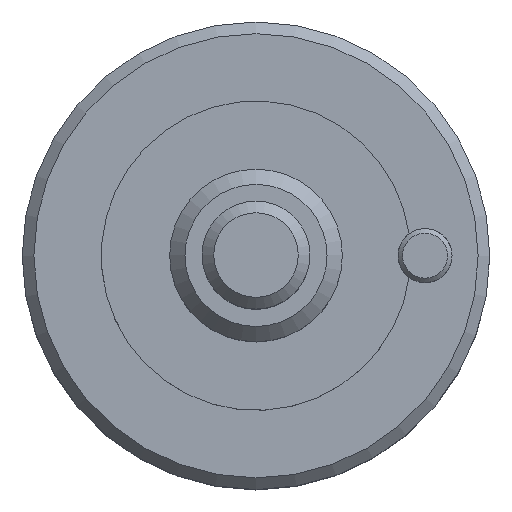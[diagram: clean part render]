
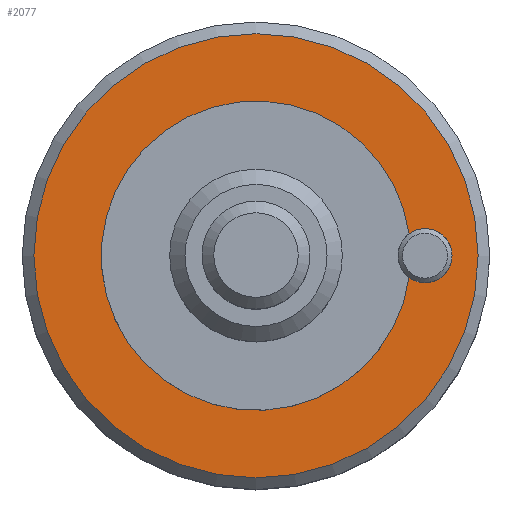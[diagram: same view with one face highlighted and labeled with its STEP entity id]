
A CAD part, top view. The second image highlights one B-rep face of the part: STEP entity #2077.
In plain terms, the highlighted planar face has unit normal (0, 0, 1).
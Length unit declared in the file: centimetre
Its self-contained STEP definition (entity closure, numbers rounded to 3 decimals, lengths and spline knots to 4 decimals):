
#684=PLANE('',#2195);
#795=VERTEX_POINT('',#2325);
#797=VERTEX_POINT('',#2330);
#798=VERTEX_POINT('',#2331);
#978=CIRCLE('',#2193,1.235);
#980=CIRCLE('',#2196,0.15);
#981=CIRCLE('',#2197,0.86);
#993=EDGE_CURVE('',#795,#795,#978,.T.);
#995=EDGE_CURVE('',#797,#798,#980,.T.);
#996=EDGE_CURVE('',#798,#797,#981,.T.);
#1266=ORIENTED_EDGE('',*,*,#995,.T.);
#1267=ORIENTED_EDGE('',*,*,#996,.T.);
#1268=ORIENTED_EDGE('',*,*,#993,.F.);
#1804=EDGE_LOOP('',(#1266,#1267));
#1805=EDGE_LOOP('',(#1268));
#1942=FACE_BOUND('',#1804,.T.);
#1943=FACE_BOUND('',#1805,.T.);
#2077=ADVANCED_FACE('',(#1942,#1943),#684,.T.);
#2193=AXIS2_PLACEMENT_3D('',#2324,#2892,#2893);
#2195=AXIS2_PLACEMENT_3D('',#2328,#2896,$);
#2196=AXIS2_PLACEMENT_3D('',#2329,#2897,#2898);
#2197=AXIS2_PLACEMENT_3D('',#2332,#2899,#2900);
#2324=CARTESIAN_POINT('',(0.,0.,1.42));
#2325=CARTESIAN_POINT('',(1.235,0.,1.42));
#2328=CARTESIAN_POINT('',(0.,0.,1.42));
#2329=CARTESIAN_POINT('',(0.94,0.,1.42));
#2330=CARTESIAN_POINT('',(0.8514,0.1211,1.42));
#2331=CARTESIAN_POINT('',(0.8514,-0.1211,1.42));
#2332=CARTESIAN_POINT('',(0.,0.,1.42));
#2892=DIRECTION('',(0.,0.,-1.));
#2893=DIRECTION('',(-1.235,0.,0.));
#2896=DIRECTION('',(0.,0.,1.));
#2897=DIRECTION('',(0.,0.,-1.));
#2898=DIRECTION('',(0.15,0.,0.));
#2899=DIRECTION('',(0.,0.,-1.));
#2900=DIRECTION('',(0.86,0.,0.));
